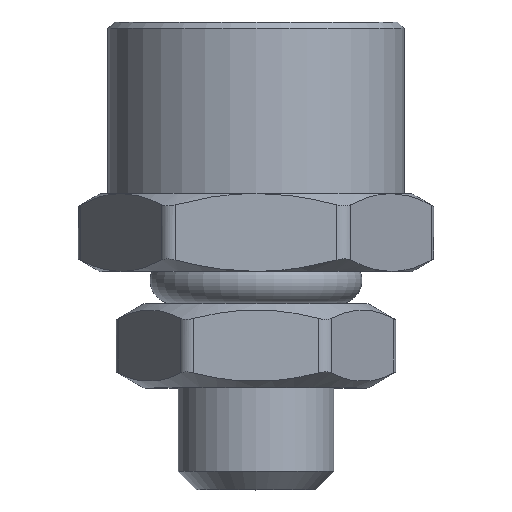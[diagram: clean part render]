
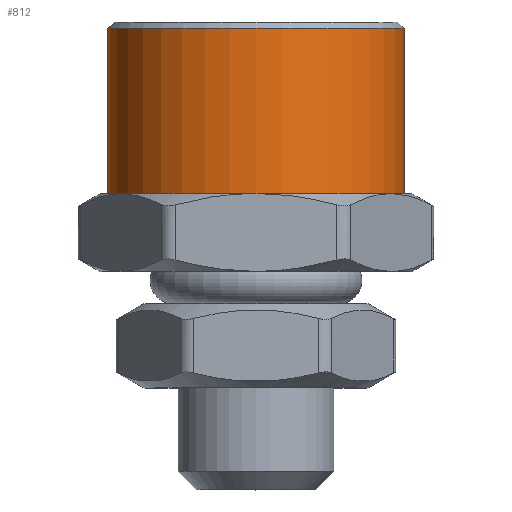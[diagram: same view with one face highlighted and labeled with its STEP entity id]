
A CAD part, top view. The second image highlights one B-rep face of the part: STEP entity #812.
In plain terms, the highlighted cylindrical face has radius 4.75 mm (diameter 9.5 mm), a full revolution.
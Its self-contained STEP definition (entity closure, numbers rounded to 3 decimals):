
#94=LINE('',#1172,#125);
#125=VECTOR('',#988,4.75);
#156=CYLINDRICAL_SURFACE('',#893,4.75);
#176=FACE_OUTER_BOUND('',#227,.T.);
#227=EDGE_LOOP('',(#509,#510,#511,#512,#513));
#286=CIRCLE('',#894,4.75);
#287=CIRCLE('',#895,4.75);
#288=CIRCLE('',#896,4.75);
#313=VERTEX_POINT('',#1167);
#314=VERTEX_POINT('',#1168);
#315=VERTEX_POINT('',#1171);
#389=EDGE_CURVE('',#313,#314,#286,.T.);
#390=EDGE_CURVE('',#314,#313,#287,.T.);
#391=EDGE_CURVE('',#314,#315,#94,.T.);
#392=EDGE_CURVE('',#315,#315,#288,.T.);
#509=ORIENTED_EDGE('',*,*,#389,.F.);
#510=ORIENTED_EDGE('',*,*,#390,.F.);
#511=ORIENTED_EDGE('',*,*,#391,.T.);
#512=ORIENTED_EDGE('',*,*,#392,.F.);
#513=ORIENTED_EDGE('',*,*,#391,.F.);
#812=ADVANCED_FACE('',(#176),#156,.T.);
#893=AXIS2_PLACEMENT_3D('',#1166,#982,#983);
#894=AXIS2_PLACEMENT_3D('',#1169,#984,#985);
#895=AXIS2_PLACEMENT_3D('',#1170,#986,#987);
#896=AXIS2_PLACEMENT_3D('',#1173,#989,#990);
#982=DIRECTION('center_axis',(0.,1.,0.));
#983=DIRECTION('ref_axis',(-1.,0.,0.));
#984=DIRECTION('center_axis',(0.,1.,0.));
#985=DIRECTION('ref_axis',(1.,0.,0.));
#986=DIRECTION('center_axis',(0.,1.,0.));
#987=DIRECTION('ref_axis',(1.,0.,0.));
#988=DIRECTION('',(0.,-1.,0.));
#989=DIRECTION('center_axis',(0.,-1.,0.));
#990=DIRECTION('ref_axis',(-1.,0.,0.));
#1166=CARTESIAN_POINT('Origin',(-10.15,7.3,0.));
#1167=CARTESIAN_POINT('',(-14.9,9.85,0.));
#1168=CARTESIAN_POINT('',(-5.4,9.85,0.));
#1169=CARTESIAN_POINT('Origin',(-10.15,9.85,0.));
#1170=CARTESIAN_POINT('Origin',(-10.15,9.85,0.));
#1171=CARTESIAN_POINT('',(-5.4,4.55,0.));
#1172=CARTESIAN_POINT('',(-5.4,7.3,0.));
#1173=CARTESIAN_POINT('Origin',(-10.15,4.55,0.));
